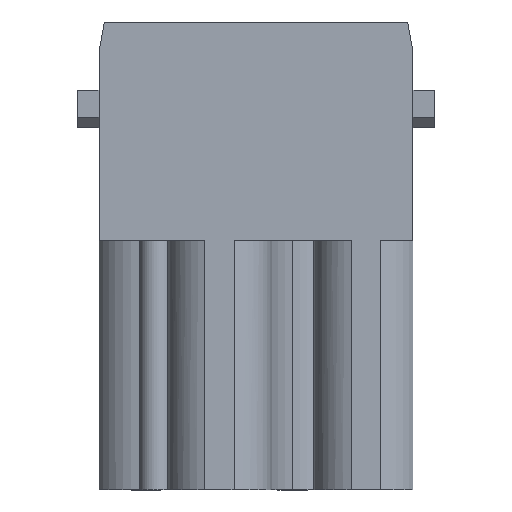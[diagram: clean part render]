
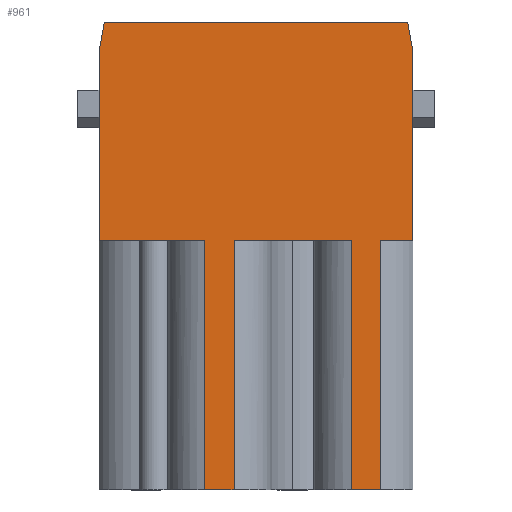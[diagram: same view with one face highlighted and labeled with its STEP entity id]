
A CAD part, top view. The second image highlights one B-rep face of the part: STEP entity #961.
In plain terms, the highlighted planar face has unit normal (0, 0, 1).
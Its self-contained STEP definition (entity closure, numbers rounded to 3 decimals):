
#65 = VERTEX_POINT ( 'NONE', #7172 ) ;
#153 = ORIENTED_EDGE ( 'NONE', *, *, #5202, .T. ) ;
#242 = CARTESIAN_POINT ( 'NONE',  ( 11.9, -24.25, 7.3 ) ) ;
#263 = VERTEX_POINT ( 'NONE', #5191 ) ;
#342 = VERTEX_POINT ( 'NONE', #3199 ) ;
#563 = DIRECTION ( 'NONE',  ( 1., 0., 0. ) ) ;
#610 = VERTEX_POINT ( 'NONE', #4530 ) ;
#635 = CARTESIAN_POINT ( 'NONE',  ( 3.5, -24.25, 7.3 ) ) ;
#655 = ORIENTED_EDGE ( 'NONE', *, *, #7676, .T. ) ;
#961 = ADVANCED_FACE ( 'NONE', ( #4923 ), #5214, .F. ) ;
#998 = VERTEX_POINT ( 'NONE', #8510 ) ;
#1101 = CARTESIAN_POINT ( 'NONE',  ( 14.5, 20.45, 7.3 ) ) ;
#1185 = LINE ( 'NONE', #2364, #4373 ) ;
#1194 = LINE ( 'NONE', #5779, #4351 ) ;
#1369 = VECTOR ( 'NONE', #8879, 1000. ) ;
#1387 = VECTOR ( 'NONE', #9600, 1000. ) ;
#1435 = VERTEX_POINT ( 'NONE', #3028 ) ;
#1436 = LINE ( 'NONE', #635, #8046 ) ;
#1753 = EDGE_CURVE ( 'NONE', #9937, #2545, #5985, .T. ) ;
#1817 = LINE ( 'NONE', #2338, #2059 ) ;
#1829 = CARTESIAN_POINT ( 'NONE',  ( -15., 20.45, 7.3 ) ) ;
#1892 = DIRECTION ( 'NONE',  ( -0.174, 0.985, 0. ) ) ;
#2059 = VECTOR ( 'NONE', #3854, 1000. ) ;
#2180 = CARTESIAN_POINT ( 'NONE',  ( -15., 20.45, 7.3 ) ) ;
#2206 = VERTEX_POINT ( 'NONE', #6710 ) ;
#2338 = CARTESIAN_POINT ( 'NONE',  ( 0., -0.45, 7.3 ) ) ;
#2364 = CARTESIAN_POINT ( 'NONE',  ( -12.3, -0.45, 7.3 ) ) ;
#2545 = VERTEX_POINT ( 'NONE', #5137 ) ;
#2781 = CARTESIAN_POINT ( 'NONE',  ( -14.5, 20.45, 7.3 ) ) ;
#2816 = CARTESIAN_POINT ( 'NONE',  ( -2.1, -24.25, 7.3 ) ) ;
#2907 = VECTOR ( 'NONE', #6760, 1000. ) ;
#2909 = LINE ( 'NONE', #1101, #6295 ) ;
#3028 = CARTESIAN_POINT ( 'NONE',  ( -4.9, -24.25, 7.3 ) ) ;
#3126 = DIRECTION ( 'NONE',  ( 1., 0., 0. ) ) ;
#3199 = CARTESIAN_POINT ( 'NONE',  ( 9.1, -24.25, 7.3 ) ) ;
#3407 = ORIENTED_EDGE ( 'NONE', *, *, #1753, .T. ) ;
#3526 = DIRECTION ( 'NONE',  ( 1., 0., 0. ) ) ;
#3602 = EDGE_CURVE ( 'NONE', #5607, #610, #1185, .T. ) ;
#3644 = ORIENTED_EDGE ( 'NONE', *, *, #5413, .F. ) ;
#3854 = DIRECTION ( 'NONE',  ( 1., 0., 0. ) ) ;
#3918 = ORIENTED_EDGE ( 'NONE', *, *, #4723, .T. ) ;
#3988 = ORIENTED_EDGE ( 'NONE', *, *, #6922, .T. ) ;
#4168 = EDGE_CURVE ( 'NONE', #9937, #65, #8033, .T. ) ;
#4228 = ORIENTED_EDGE ( 'NONE', *, *, #8300, .F. ) ;
#4351 = VECTOR ( 'NONE', #7240, 1000. ) ;
#4373 = VECTOR ( 'NONE', #3126, 1000. ) ;
#4445 = VECTOR ( 'NONE', #5118, 1000. ) ;
#4473 = CARTESIAN_POINT ( 'NONE',  ( -15., 20.45, 7.3 ) ) ;
#4530 = CARTESIAN_POINT ( 'NONE',  ( -4.9, -0.45, 7.3 ) ) ;
#4537 = VECTOR ( 'NONE', #7033, 1000. ) ;
#4571 = LINE ( 'NONE', #2816, #4445 ) ;
#4692 = DIRECTION ( 'NONE',  ( 0., 0., -1. ) ) ;
#4723 = EDGE_CURVE ( 'NONE', #8975, #2206, #8918, .T. ) ;
#4893 = LINE ( 'NONE', #4960, #1387 ) ;
#4923 = FACE_OUTER_BOUND ( 'NONE', #5378, .T. ) ;
#4960 = CARTESIAN_POINT ( 'NONE',  ( -4.9, -24.25, 7.3 ) ) ;
#5118 = DIRECTION ( 'NONE',  ( 0., 1., 0. ) ) ;
#5137 = CARTESIAN_POINT ( 'NONE',  ( -15., 17.614, 7.3 ) ) ;
#5191 = CARTESIAN_POINT ( 'NONE',  ( 9.1, -0.45, 7.3 ) ) ;
#5202 = EDGE_CURVE ( 'NONE', #998, #65, #2909, .T. ) ;
#5214 = PLANE ( 'NONE',  #7514 ) ;
#5295 = CARTESIAN_POINT ( 'NONE',  ( -2.1, -0.45, 7.3 ) ) ;
#5350 = DIRECTION ( 'NONE',  ( 0., 1., 0. ) ) ;
#5373 = CARTESIAN_POINT ( 'NONE',  ( 9.1, -24.25, 7.3 ) ) ;
#5378 = EDGE_LOOP ( 'NONE', ( #655, #4228, #153, #7180, #3407, #9476, #9550, #6856, #9954, #6110, #6923, #3644, #3988, #3918 ) ) ;
#5409 = VECTOR ( 'NONE', #5350, 1000. ) ;
#5413 = EDGE_CURVE ( 'NONE', #342, #263, #6325, .T. ) ;
#5500 = DIRECTION ( 'NONE',  ( 0., 1., 0. ) ) ;
#5607 = VERTEX_POINT ( 'NONE', #8004 ) ;
#5779 = CARTESIAN_POINT ( 'NONE',  ( 1.5, -0.45, 7.3 ) ) ;
#5861 = CARTESIAN_POINT ( 'NONE',  ( 15., -0.45, 7.3 ) ) ;
#5920 = VERTEX_POINT ( 'NONE', #5861 ) ;
#5948 = CARTESIAN_POINT ( 'NONE',  ( -14.5, 20.45, 7.3 ) ) ;
#5985 = LINE ( 'NONE', #5948, #2907 ) ;
#5995 = DIRECTION ( 'NONE',  ( 0., -1., 0. ) ) ;
#6110 = ORIENTED_EDGE ( 'NONE', *, *, #7254, .T. ) ;
#6141 = CARTESIAN_POINT ( 'NONE',  ( 11.9, -24.25, 7.3 ) ) ;
#6172 = LINE ( 'NONE', #9797, #6577 ) ;
#6262 = LINE ( 'NONE', #9960, #6548 ) ;
#6295 = VECTOR ( 'NONE', #1892, 1000. ) ;
#6325 = LINE ( 'NONE', #5373, #6435 ) ;
#6435 = VECTOR ( 'NONE', #5500, 1000. ) ;
#6548 = VECTOR ( 'NONE', #7770, 1000. ) ;
#6577 = VECTOR ( 'NONE', #3526, 1000. ) ;
#6710 = CARTESIAN_POINT ( 'NONE',  ( 11.9, -0.45, 7.3 ) ) ;
#6760 = DIRECTION ( 'NONE',  ( -0.174, -0.985, 0. ) ) ;
#6801 = EDGE_CURVE ( 'NONE', #1435, #610, #4893, .T. ) ;
#6856 = ORIENTED_EDGE ( 'NONE', *, *, #6801, .F. ) ;
#6922 = EDGE_CURVE ( 'NONE', #342, #8975, #1436, .T. ) ;
#6923 = ORIENTED_EDGE ( 'NONE', *, *, #9533, .T. ) ;
#7033 = DIRECTION ( 'NONE',  ( 0., -1., 0. ) ) ;
#7071 = CARTESIAN_POINT ( 'NONE',  ( -2.1, -24.25, 7.3 ) ) ;
#7151 = EDGE_CURVE ( 'NONE', #2545, #5607, #7931, .T. ) ;
#7172 = CARTESIAN_POINT ( 'NONE',  ( 14.5, 20.45, 7.3 ) ) ;
#7180 = ORIENTED_EDGE ( 'NONE', *, *, #4168, .F. ) ;
#7240 = DIRECTION ( 'NONE',  ( 1., 0., 0. ) ) ;
#7254 = EDGE_CURVE ( 'NONE', #8751, #9946, #4571, .T. ) ;
#7514 = AXIS2_PLACEMENT_3D ( 'NONE', #2180, #4692, #5995 ) ;
#7676 = EDGE_CURVE ( 'NONE', #2206, #5920, #1817, .T. ) ;
#7770 = DIRECTION ( 'NONE',  ( 0., -1., 0. ) ) ;
#7931 = LINE ( 'NONE', #1829, #4537 ) ;
#8004 = CARTESIAN_POINT ( 'NONE',  ( -15., -0.45, 7.3 ) ) ;
#8033 = LINE ( 'NONE', #4473, #1369 ) ;
#8046 = VECTOR ( 'NONE', #563, 1000. ) ;
#8300 = EDGE_CURVE ( 'NONE', #998, #5920, #6262, .T. ) ;
#8385 = EDGE_CURVE ( 'NONE', #1435, #8751, #6172, .T. ) ;
#8510 = CARTESIAN_POINT ( 'NONE',  ( 15., 17.614, 7.3 ) ) ;
#8751 = VERTEX_POINT ( 'NONE', #7071 ) ;
#8879 = DIRECTION ( 'NONE',  ( 1., 0., 0. ) ) ;
#8918 = LINE ( 'NONE', #242, #5409 ) ;
#8975 = VERTEX_POINT ( 'NONE', #6141 ) ;
#9476 = ORIENTED_EDGE ( 'NONE', *, *, #7151, .T. ) ;
#9533 = EDGE_CURVE ( 'NONE', #9946, #263, #1194, .T. ) ;
#9550 = ORIENTED_EDGE ( 'NONE', *, *, #3602, .T. ) ;
#9600 = DIRECTION ( 'NONE',  ( 0., 1., 0. ) ) ;
#9797 = CARTESIAN_POINT ( 'NONE',  ( 3.5, -24.25, 7.3 ) ) ;
#9937 = VERTEX_POINT ( 'NONE', #2781 ) ;
#9946 = VERTEX_POINT ( 'NONE', #5295 ) ;
#9954 = ORIENTED_EDGE ( 'NONE', *, *, #8385, .T. ) ;
#9960 = CARTESIAN_POINT ( 'NONE',  ( 15., 20.45, 7.3 ) ) ;
